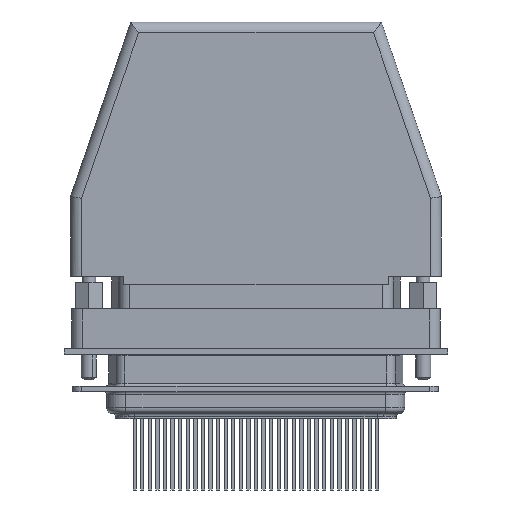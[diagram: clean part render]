
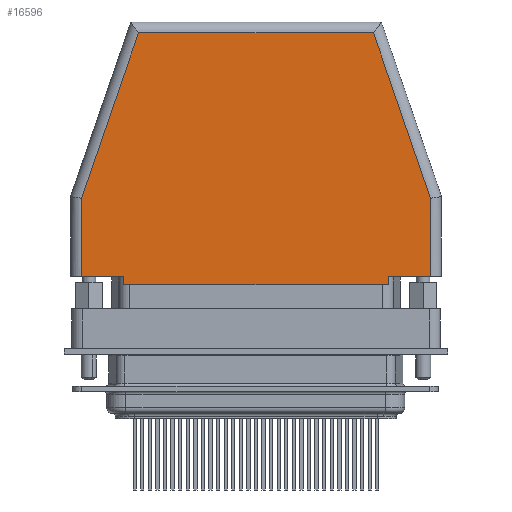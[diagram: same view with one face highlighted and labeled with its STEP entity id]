
A CAD part, front view. The second image highlights one B-rep face of the part: STEP entity #16596.
In plain terms, the highlighted face is planar.
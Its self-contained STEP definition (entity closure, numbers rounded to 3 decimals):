
#916 = CARTESIAN_POINT ( 'NONE',  ( 24.2, 9.1, 24. ) ) ;
#1363 = LINE ( 'NONE', #23090, #20576 ) ;
#1682 = DIRECTION ( 'NONE',  ( -0.326, 0., 0.945 ) ) ;
#2182 = CARTESIAN_POINT ( 'NONE',  ( 21.474, 9.1, -22. ) ) ;
#2611 = VECTOR ( 'NONE', #21792, 1000. ) ;
#2941 = PLANE ( 'NONE',  #12843 ) ;
#3468 = CARTESIAN_POINT ( 'NONE',  ( -31.9, 9.1, 8.235 ) ) ;
#3664 = EDGE_CURVE ( 'NONE', #12765, #26131, #14791, .T. ) ;
#3728 = DIRECTION ( 'NONE',  ( 0., 0., 1. ) ) ;
#3856 = DIRECTION ( 'NONE',  ( -0.326, 0., -0.945 ) ) ;
#4213 = ORIENTED_EDGE ( 'NONE', *, *, #39372, .F. ) ;
#4726 = DIRECTION ( 'NONE',  ( -1., 0., 0. ) ) ;
#4753 = CARTESIAN_POINT ( 'NONE',  ( 24.2, 9.1, 24. ) ) ;
#5338 = EDGE_CURVE ( 'NONE', #30390, #12765, #21751, .T. ) ;
#6543 = VERTEX_POINT ( 'NONE', #21146 ) ;
#7881 = VERTEX_POINT ( 'NONE', #33908 ) ;
#8103 = VECTOR ( 'NONE', #39885, 1000. ) ;
#8300 = CARTESIAN_POINT ( 'NONE',  ( 31.9, 9.1, 8.235 ) ) ;
#8373 = ORIENTED_EDGE ( 'NONE', *, *, #37276, .T. ) ;
#8654 = ORIENTED_EDGE ( 'NONE', *, *, #42601, .T. ) ;
#9075 = ORIENTED_EDGE ( 'NONE', *, *, #39283, .F. ) ;
#9807 = ORIENTED_EDGE ( 'NONE', *, *, #22747, .T. ) ;
#10028 = VERTEX_POINT ( 'NONE', #4753 ) ;
#10919 = CARTESIAN_POINT ( 'NONE',  ( -21.474, 9.1, -22. ) ) ;
#12765 = VERTEX_POINT ( 'NONE', #10919 ) ;
#12843 = AXIS2_PLACEMENT_3D ( 'NONE', #13869, #39174, #28437 ) ;
#13869 = CARTESIAN_POINT ( 'NONE',  ( -33.9, 9.1, -24. ) ) ;
#14791 = LINE ( 'NONE', #36547, #30157 ) ;
#14826 = EDGE_CURVE ( 'NONE', #26666, #35828, #1363, .T. ) ;
#15040 = CARTESIAN_POINT ( 'NONE',  ( 24.2, 9.1, 22.5 ) ) ;
#16596 = ADVANCED_FACE ( 'NONE', ( #31247 ), #2941, .F. ) ;
#17448 = ORIENTED_EDGE ( 'NONE', *, *, #14826, .T. ) ;
#17954 = CARTESIAN_POINT ( 'NONE',  ( -24.2, 9.1, 22.5 ) ) ;
#19622 = DIRECTION ( 'NONE',  ( 1., 0., 0. ) ) ;
#20576 = VECTOR ( 'NONE', #33328, 1000. ) ;
#20954 = LINE ( 'NONE', #42334, #23661 ) ;
#21037 = DIRECTION ( 'NONE',  ( -1., 0., 0. ) ) ;
#21101 = CARTESIAN_POINT ( 'NONE',  ( -31.9, 9.1, -24. ) ) ;
#21146 = CARTESIAN_POINT ( 'NONE',  ( 24.2, 9.1, 22.5 ) ) ;
#21751 = LINE ( 'NONE', #25057, #38208 ) ;
#21792 = DIRECTION ( 'NONE',  ( 0., 0., -1. ) ) ;
#22178 = ORIENTED_EDGE ( 'NONE', *, *, #40733, .F. ) ;
#22747 = EDGE_CURVE ( 'NONE', #26131, #23955, #37734, .T. ) ;
#22893 = VECTOR ( 'NONE', #3728, 1000. ) ;
#23090 = CARTESIAN_POINT ( 'NONE',  ( 31.9, 9.1, -24. ) ) ;
#23206 = ORIENTED_EDGE ( 'NONE', *, *, #40929, .F. ) ;
#23325 = VECTOR ( 'NONE', #21037, 1000. ) ;
#23661 = VECTOR ( 'NONE', #3856, 1000. ) ;
#23955 = VERTEX_POINT ( 'NONE', #26226 ) ;
#25057 = CARTESIAN_POINT ( 'NONE',  ( -33.9, 9.1, -22. ) ) ;
#25209 = DIRECTION ( 'NONE',  ( -1., 0., 0. ) ) ;
#26131 = VERTEX_POINT ( 'NONE', #3468 ) ;
#26226 = CARTESIAN_POINT ( 'NONE',  ( -31.9, 9.1, 22.5 ) ) ;
#26666 = VERTEX_POINT ( 'NONE', #41527 ) ;
#27863 = LINE ( 'NONE', #916, #8103 ) ;
#28418 = VERTEX_POINT ( 'NONE', #17954 ) ;
#28437 = DIRECTION ( 'NONE',  ( 0., 0., -1. ) ) ;
#29945 = LINE ( 'NONE', #35261, #23325 ) ;
#30157 = VECTOR ( 'NONE', #1682, 1000. ) ;
#30390 = VERTEX_POINT ( 'NONE', #2182 ) ;
#31247 = FACE_OUTER_BOUND ( 'NONE', #41668, .T. ) ;
#32526 = LINE ( 'NONE', #40315, #35268 ) ;
#33328 = DIRECTION ( 'NONE',  ( 0., 0., -1. ) ) ;
#33582 = ORIENTED_EDGE ( 'NONE', *, *, #5338, .T. ) ;
#33908 = CARTESIAN_POINT ( 'NONE',  ( -24.2, 9.1, 24. ) ) ;
#35261 = CARTESIAN_POINT ( 'NONE',  ( -24.2, 9.1, 22.5 ) ) ;
#35268 = VECTOR ( 'NONE', #19622, 1000. ) ;
#35828 = VERTEX_POINT ( 'NONE', #8300 ) ;
#36547 = CARTESIAN_POINT ( 'NONE',  ( -22.178, 9.1, -19.958 ) ) ;
#36671 = LINE ( 'NONE', #39300, #2611 ) ;
#37276 = EDGE_CURVE ( 'NONE', #35828, #30390, #20954, .T. ) ;
#37422 = LINE ( 'NONE', #15040, #38806 ) ;
#37734 = LINE ( 'NONE', #21101, #22893 ) ;
#38208 = VECTOR ( 'NONE', #25209, 1000. ) ;
#38806 = VECTOR ( 'NONE', #4726, 1000. ) ;
#39174 = DIRECTION ( 'NONE',  ( 0., -1., 0. ) ) ;
#39283 = EDGE_CURVE ( 'NONE', #7881, #28418, #36671, .T. ) ;
#39300 = CARTESIAN_POINT ( 'NONE',  ( -24.2, 9.1, 24. ) ) ;
#39372 = EDGE_CURVE ( 'NONE', #6543, #10028, #27863, .T. ) ;
#39885 = DIRECTION ( 'NONE',  ( 0., 0., 1. ) ) ;
#40315 = CARTESIAN_POINT ( 'NONE',  ( -33.9, 9.1, 24. ) ) ;
#40733 = EDGE_CURVE ( 'NONE', #28418, #23955, #29945, .T. ) ;
#40929 = EDGE_CURVE ( 'NONE', #26666, #6543, #37422, .T. ) ;
#41527 = CARTESIAN_POINT ( 'NONE',  ( 31.9, 9.1, 22.5 ) ) ;
#41668 = EDGE_LOOP ( 'NONE', ( #23206, #17448, #8373, #33582, #44602, #9807, #22178, #9075, #8654, #4213 ) ) ;
#42334 = CARTESIAN_POINT ( 'NONE',  ( 14.973, 9.1, -40.853 ) ) ;
#42601 = EDGE_CURVE ( 'NONE', #7881, #10028, #32526, .T. ) ;
#44602 = ORIENTED_EDGE ( 'NONE', *, *, #3664, .T. ) ;
